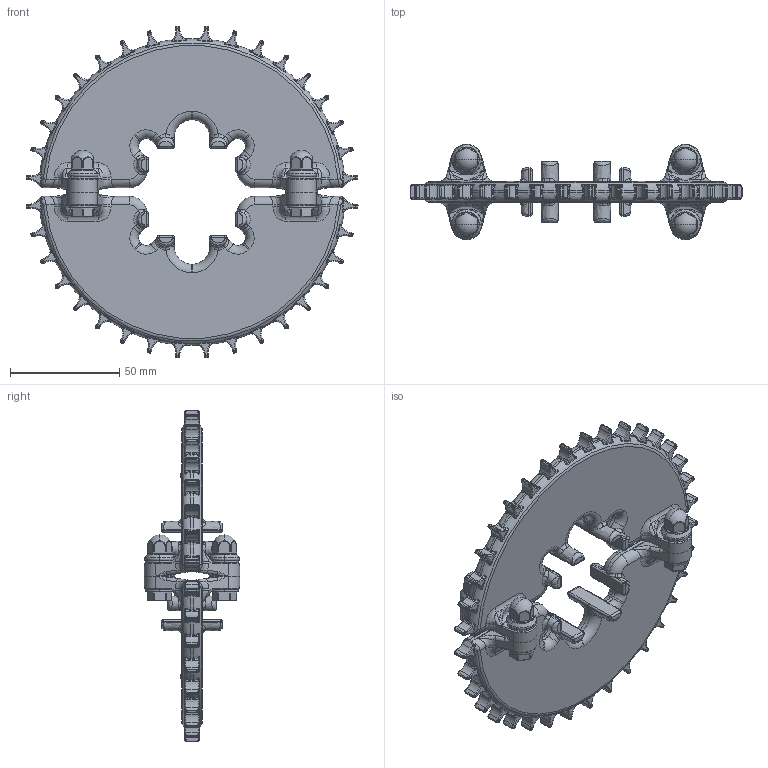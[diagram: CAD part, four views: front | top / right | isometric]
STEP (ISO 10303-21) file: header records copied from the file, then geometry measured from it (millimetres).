
FILE_DESCRIPTION((''),'2;1');
FILE_NAME('UNI_2P-HYG_FLEX_M-TTB_Z36_T1_40_ASM','2019-06-13T07:36:24',('MTH'),(''),'CREO PARAMETRIC BY PTC INC, 2019030','CREO PARAMETRIC BY PTC INC, 2019030','');
FILE_SCHEMA(('AUTOMOTIVE_DESIGN { 1 0 10303 214 1 1 1 1 }'));
Products named in the file (5): T0522; WASHER; DIN931_M6_A4; DOME_ISO1587_M6; UNI_2P-HYG_FLEX_M-TTB_Z36_T1_40_ASM
Assembly tree (18 placements, depth 2):
  UNI_2P-HYG_FLEX_M-TTB_Z36_T1_40_ASM
    T0522  x2
    WASHER  x8
    DIN931_M6_A4  x4
    DOME_ISO1587_M6  x4
Bounding box: 151.77 x 43.55 x 151.77 mm (x, y, z)
Volume: 145023.2 mm3; surface area: 51273.2 mm2
Topology: 18 solids, 22 shells, 3064 faces, 7376 edges, 4346 vertices
Faces by surface type: bspline 1064, cylinder 986, torus 572, plane 374, cone 56, sphere 12
Entity records: 90090 total; most frequent: CARTESIAN_POINT 58524, ORIENTED_EDGE 6436, DIRECTION 5900, EDGE_CURVE 3220, AXIS2_PLACEMENT_3D 2557, VERTEX_POINT 1853, CIRCLE 1537, EDGE_LOOP 1401
